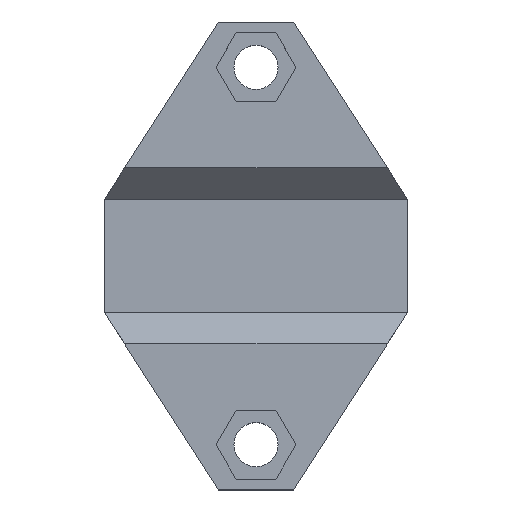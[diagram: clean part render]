
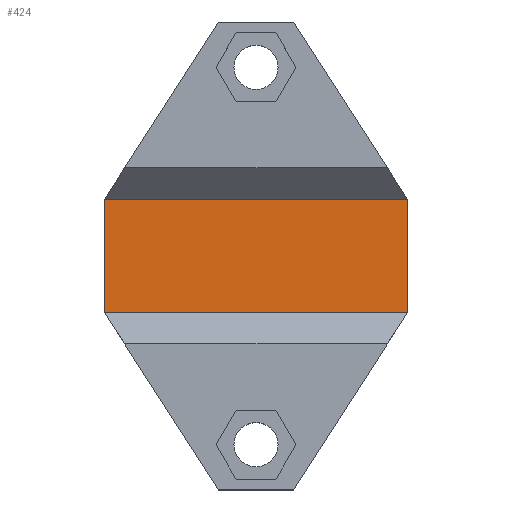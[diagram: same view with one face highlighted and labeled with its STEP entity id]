
A CAD part, top view. The second image highlights one B-rep face of the part: STEP entity #424.
In plain terms, the highlighted planar face has unit normal (0, 0, 1).
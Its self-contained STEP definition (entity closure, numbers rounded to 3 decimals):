
#6 = LINE ( 'NONE', #15, #977 ) ;
#15 = CARTESIAN_POINT ( 'NONE',  ( 0., 0., 2.5 ) ) ;
#59 = LINE ( 'NONE', #705, #769 ) ;
#115 = ORIENTED_EDGE ( 'NONE', *, *, #657, .T. ) ;
#144 = PLANE ( 'NONE',  #438 ) ;
#222 = LINE ( 'NONE', #306, #248 ) ;
#224 = EDGE_CURVE ( 'NONE', #260, #672, #6, .T. ) ;
#248 = VECTOR ( 'NONE', #844, 1000. ) ;
#260 = VERTEX_POINT ( 'NONE', #320 ) ;
#266 = DIRECTION ( 'NONE',  ( 1., 0., 0. ) ) ;
#306 = CARTESIAN_POINT ( 'NONE',  ( 24.1, 0., 2.5 ) ) ;
#320 = CARTESIAN_POINT ( 'NONE',  ( 0., 0., 2.5 ) ) ;
#360 = CARTESIAN_POINT ( 'NONE',  ( 24.1, 9., 2.5 ) ) ;
#386 = VERTEX_POINT ( 'NONE', #448 ) ;
#396 = FACE_OUTER_BOUND ( 'NONE', #423, .T. ) ;
#423 = EDGE_LOOP ( 'NONE', ( #653, #115, #748, #667 ) ) ;
#424 = ADVANCED_FACE ( 'NONE', ( #396 ), #144, .T. ) ;
#438 = AXIS2_PLACEMENT_3D ( 'NONE', #597, #642, #266 ) ;
#448 = CARTESIAN_POINT ( 'NONE',  ( 24.1, 9., 2.5 ) ) ;
#473 = DIRECTION ( 'NONE',  ( 1., 0., 0. ) ) ;
#515 = DIRECTION ( 'NONE',  ( -1., 0., 0. ) ) ;
#572 = VERTEX_POINT ( 'NONE', #809 ) ;
#597 = CARTESIAN_POINT ( 'NONE',  ( 0., 0., 2.5 ) ) ;
#642 = DIRECTION ( 'NONE',  ( 0., 0., 1. ) ) ;
#653 = ORIENTED_EDGE ( 'NONE', *, *, #742, .T. ) ;
#657 = EDGE_CURVE ( 'NONE', #386, #572, #935, .T. ) ;
#667 = ORIENTED_EDGE ( 'NONE', *, *, #224, .T. ) ;
#672 = VERTEX_POINT ( 'NONE', #799 ) ;
#705 = CARTESIAN_POINT ( 'NONE',  ( 0., 9., 2.5 ) ) ;
#735 = VECTOR ( 'NONE', #515, 1000. ) ;
#742 = EDGE_CURVE ( 'NONE', #672, #386, #222, .T. ) ;
#748 = ORIENTED_EDGE ( 'NONE', *, *, #866, .T. ) ;
#769 = VECTOR ( 'NONE', #936, 1000. ) ;
#799 = CARTESIAN_POINT ( 'NONE',  ( 24.1, 0., 2.5 ) ) ;
#809 = CARTESIAN_POINT ( 'NONE',  ( 0., 9., 2.5 ) ) ;
#844 = DIRECTION ( 'NONE',  ( 0., 1., 0. ) ) ;
#866 = EDGE_CURVE ( 'NONE', #572, #260, #59, .T. ) ;
#935 = LINE ( 'NONE', #360, #735 ) ;
#936 = DIRECTION ( 'NONE',  ( 0., -1., 0. ) ) ;
#977 = VECTOR ( 'NONE', #473, 1000. ) ;
